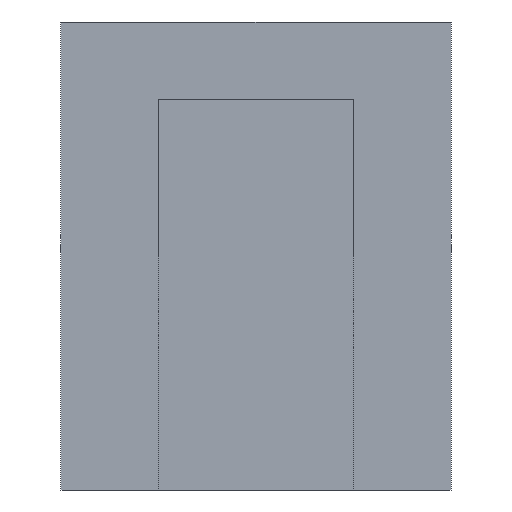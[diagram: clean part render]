
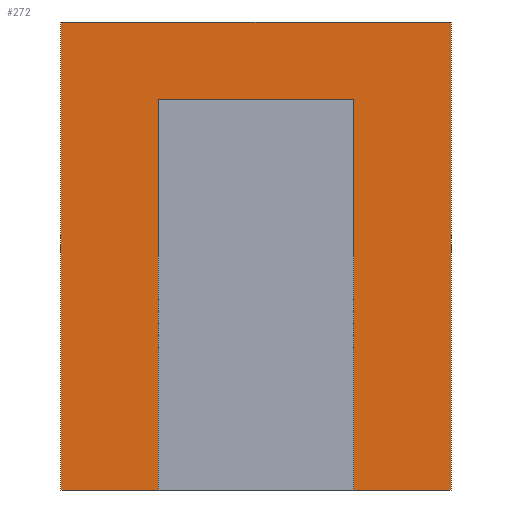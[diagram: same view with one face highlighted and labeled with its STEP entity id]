
A CAD part, left-side view. The second image highlights one B-rep face of the part: STEP entity #272.
In plain terms, the highlighted planar face has unit normal (-1, 0, 0).
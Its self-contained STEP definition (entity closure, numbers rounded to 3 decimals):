
#26=FACE_OUTER_BOUND('',#40,.T.);
#40=EDGE_LOOP('',(#223,#224,#225,#226,#227,#228,#229,#230));
#57=LINE('',#401,#93);
#59=LINE('',#407,#95);
#64=LINE('',#415,#100);
#66=LINE('',#421,#102);
#75=LINE('',#437,#111);
#76=LINE('',#439,#112);
#77=LINE('',#440,#113);
#78=LINE('',#441,#114);
#93=VECTOR('',#329,10.);
#95=VECTOR('',#333,10.);
#100=VECTOR('',#342,10.);
#102=VECTOR('',#346,10.);
#111=VECTOR('',#359,10.);
#112=VECTOR('',#362,10.);
#113=VECTOR('',#363,10.);
#114=VECTOR('',#364,10.);
#123=VERTEX_POINT('',#394);
#126=VERTEX_POINT('',#399);
#128=VERTEX_POINT('',#404);
#129=VERTEX_POINT('',#406);
#132=VERTEX_POINT('',#418);
#133=VERTEX_POINT('',#420);
#137=VERTEX_POINT('',#433);
#138=VERTEX_POINT('',#435);
#153=EDGE_CURVE('',#123,#126,#57,.T.);
#155=EDGE_CURVE('',#129,#128,#59,.T.);
#160=EDGE_CURVE('',#126,#129,#64,.T.);
#162=EDGE_CURVE('',#132,#133,#66,.T.);
#171=EDGE_CURVE('',#137,#138,#75,.T.);
#172=EDGE_CURVE('',#128,#137,#76,.T.);
#173=EDGE_CURVE('',#133,#138,#77,.T.);
#174=EDGE_CURVE('',#132,#123,#78,.T.);
#223=ORIENTED_EDGE('',*,*,#155,.T.);
#224=ORIENTED_EDGE('',*,*,#172,.T.);
#225=ORIENTED_EDGE('',*,*,#171,.T.);
#226=ORIENTED_EDGE('',*,*,#173,.F.);
#227=ORIENTED_EDGE('',*,*,#162,.F.);
#228=ORIENTED_EDGE('',*,*,#174,.T.);
#229=ORIENTED_EDGE('',*,*,#153,.T.);
#230=ORIENTED_EDGE('',*,*,#160,.T.);
#258=PLANE('',#300);
#272=ADVANCED_FACE('',(#26),#258,.T.);
#300=AXIS2_PLACEMENT_3D('',#438,#360,#361);
#329=DIRECTION('',(0.,0.,1.));
#333=DIRECTION('',(0.,0.,-1.));
#342=DIRECTION('',(0.,-1.,0.));
#346=DIRECTION('',(0.,0.,1.));
#359=DIRECTION('',(0.,0.,1.));
#360=DIRECTION('center_axis',(-1.,0.,0.));
#361=DIRECTION('ref_axis',(0.,-1.,0.));
#362=DIRECTION('',(0.,-1.,0.));
#363=DIRECTION('',(0.,-1.,0.));
#364=DIRECTION('',(0.,-1.,0.));
#394=CARTESIAN_POINT('',(5.,7.5,0.));
#399=CARTESIAN_POINT('',(5.,7.5,10.));
#401=CARTESIAN_POINT('',(5.,7.5,0.));
#404=CARTESIAN_POINT('',(5.,2.5,0.));
#406=CARTESIAN_POINT('',(5.,2.5,10.));
#407=CARTESIAN_POINT('',(5.,2.5,0.));
#415=CARTESIAN_POINT('',(5.,7.5,10.));
#418=CARTESIAN_POINT('',(5.,10.,0.));
#420=CARTESIAN_POINT('',(5.,10.,12.));
#421=CARTESIAN_POINT('',(5.,10.,0.));
#433=CARTESIAN_POINT('',(5.,0.,0.));
#435=CARTESIAN_POINT('',(5.,0.,12.));
#437=CARTESIAN_POINT('',(5.,0.,0.));
#438=CARTESIAN_POINT('Origin',(5.,10.,0.));
#439=CARTESIAN_POINT('',(5.,10.,0.));
#440=CARTESIAN_POINT('',(5.,10.,12.));
#441=CARTESIAN_POINT('',(5.,10.,0.));
